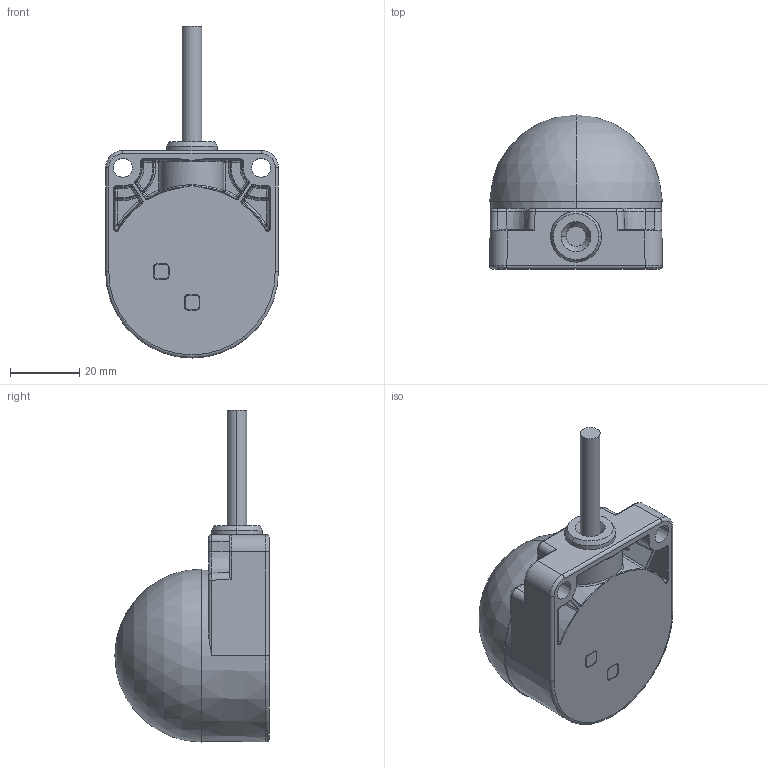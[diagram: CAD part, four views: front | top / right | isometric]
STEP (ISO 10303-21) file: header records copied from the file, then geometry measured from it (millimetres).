
FILE_DESCRIPTION((''),'2;1');
FILE_NAME('144801_SM01_ASM','2025-06-25T16:41:36',('banengservice'),('BANNER ENGINEERING'),'CREO PARAMETRIC BY PTC INC, 2022414','CREO PARAMETRIC BY PTC INC, 2022414','');
FILE_SCHEMA(('CONFIG_CONTROL_DESIGN'));
Length unit declared in the file: millimetre
Products named in the file (3): 144801_EP01; 144801_EP02; 144801_SM01_ASM
Assembly tree (2 placements, depth 2):
  144801_SM01_ASM
    144801_EP01
    144801_EP02
Bounding box: 50 x 44.6 x 96.04 mm (x, y, z)
Volume: 80241.9 mm3; surface area: 13886.2 mm2
Topology: 2 solids, 2 shells, 565 faces, 1451 edges, 908 vertices
Faces by surface type: cylinder 243, plane 189, bspline 52, sphere 28, torus 27, cone 24, extrusion 2
Entity records: 22544 total; most frequent: CARTESIAN_POINT 8695, DIRECTION 2957, ORIENTED_EDGE 2898, EDGE_CURVE 1449, AXIS2_PLACEMENT_3D 1107, VERTEX_POINT 908, VECTOR 743, LINE 741
